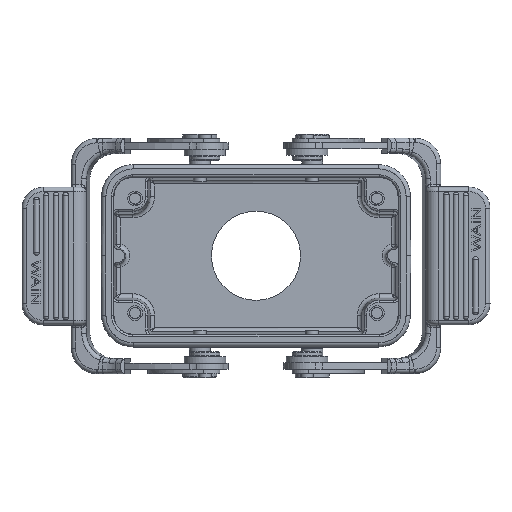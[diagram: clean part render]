
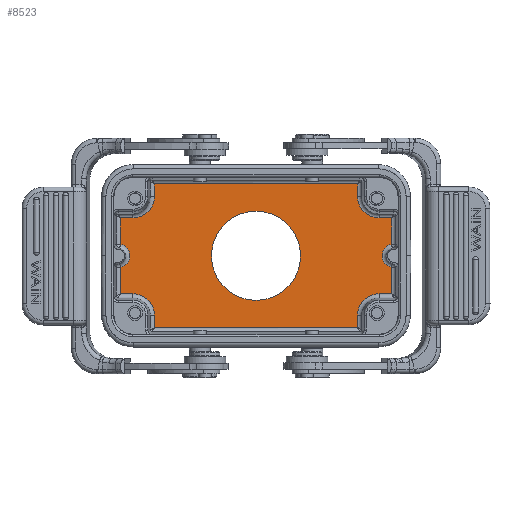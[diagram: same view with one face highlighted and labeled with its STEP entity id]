
A CAD part, front view. The second image highlights one B-rep face of the part: STEP entity #8523.
In plain terms, the highlighted planar face has unit normal (0, -1, 0).
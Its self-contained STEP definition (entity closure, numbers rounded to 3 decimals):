
#3575=LINE('',#43282,#5804);
#3580=LINE('',#43441,#5809);
#3585=LINE('',#43471,#5814);
#3586=LINE('',#43478,#5815);
#3587=LINE('',#43480,#5816);
#3588=LINE('',#43484,#5817);
#3589=LINE('',#43486,#5818);
#3590=LINE('',#43488,#5819);
#3591=LINE('',#43492,#5820);
#3592=LINE('',#43494,#5821);
#3593=LINE('',#43497,#5822);
#3594=LINE('',#43499,#5823);
#3595=LINE('',#43503,#5824);
#3596=LINE('',#43505,#5825);
#5804=VECTOR('',#31794,1.);
#5809=VECTOR('',#31811,1.);
#5814=VECTOR('',#31834,1.);
#5815=VECTOR('',#31841,1.);
#5816=VECTOR('',#31842,1.);
#5817=VECTOR('',#31845,1.);
#5818=VECTOR('',#31846,1.);
#5819=VECTOR('',#31847,1.);
#5820=VECTOR('',#31850,1.);
#5821=VECTOR('',#31851,1.);
#5822=VECTOR('',#31854,1.);
#5823=VECTOR('',#31855,1.);
#5824=VECTOR('',#31858,1.);
#5825=VECTOR('',#31859,1.);
#7344=PLANE('',#27317);
#8523=ADVANCED_FACE('',(#10720,#10721),#7344,.F.);
#10108=CIRCLE('',#27304,5.054);
#10111=CIRCLE('',#27311,10.5);
#10112=CIRCLE('',#27312,2.772);
#10113=CIRCLE('',#27313,5.054);
#10114=CIRCLE('',#27314,5.054);
#10115=CIRCLE('',#27315,2.772);
#10116=CIRCLE('',#27316,5.054);
#10720=FACE_BOUND('',#11855,.T.);
#10721=FACE_BOUND('',#11856,.T.);
#11855=EDGE_LOOP('',(#16465));
#11856=EDGE_LOOP('',(#16466,#16467,#16468,#16469,#16470,#16471,#16472,#16473,
#16474,#16475,#16476,#16477,#16478,#16479,#16480,#16481,#16482,#16483,#16484,
#16485));
#16465=ORIENTED_EDGE('',*,*,#24435,.F.);
#16466=ORIENTED_EDGE('',*,*,#24436,.F.);
#16467=ORIENTED_EDGE('',*,*,#24437,.T.);
#16468=ORIENTED_EDGE('',*,*,#24438,.T.);
#16469=ORIENTED_EDGE('',*,*,#24439,.F.);
#16470=ORIENTED_EDGE('',*,*,#24440,.T.);
#16471=ORIENTED_EDGE('',*,*,#24441,.T.);
#16472=ORIENTED_EDGE('',*,*,#24442,.T.);
#16473=ORIENTED_EDGE('',*,*,#24443,.F.);
#16474=ORIENTED_EDGE('',*,*,#24444,.T.);
#16475=ORIENTED_EDGE('',*,*,#24445,.T.);
#16476=ORIENTED_EDGE('',*,*,#24446,.F.);
#16477=ORIENTED_EDGE('',*,*,#24413,.F.);
#16478=ORIENTED_EDGE('',*,*,#24423,.F.);
#16479=ORIENTED_EDGE('',*,*,#24426,.F.);
#16480=ORIENTED_EDGE('',*,*,#24434,.F.);
#16481=ORIENTED_EDGE('',*,*,#24447,.T.);
#16482=ORIENTED_EDGE('',*,*,#24448,.T.);
#16483=ORIENTED_EDGE('',*,*,#24449,.F.);
#16484=ORIENTED_EDGE('',*,*,#24450,.T.);
#16485=ORIENTED_EDGE('',*,*,#24451,.T.);
#21395=VERTEX_POINT('',#43283);
#21396=VERTEX_POINT('',#43284);
#21401=VERTEX_POINT('',#43442);
#21403=VERTEX_POINT('',#43447);
#21407=VERTEX_POINT('',#43470);
#21408=VERTEX_POINT('',#43474);
#21409=VERTEX_POINT('',#43476);
#21410=VERTEX_POINT('',#43477);
#21411=VERTEX_POINT('',#43479);
#21412=VERTEX_POINT('',#43481);
#21413=VERTEX_POINT('',#43483);
#21414=VERTEX_POINT('',#43485);
#21415=VERTEX_POINT('',#43487);
#21416=VERTEX_POINT('',#43489);
#21417=VERTEX_POINT('',#43491);
#21418=VERTEX_POINT('',#43493);
#21419=VERTEX_POINT('',#43495);
#21420=VERTEX_POINT('',#43498);
#21421=VERTEX_POINT('',#43500);
#21422=VERTEX_POINT('',#43502);
#21423=VERTEX_POINT('',#43504);
#24413=EDGE_CURVE('',#21395,#21396,#3575,.T.);
#24423=EDGE_CURVE('',#21401,#21395,#3580,.T.);
#24426=EDGE_CURVE('',#21403,#21401,#10108,.T.);
#24434=EDGE_CURVE('',#21407,#21403,#3585,.T.);
#24435=EDGE_CURVE('',#21408,#21408,#10111,.T.);
#24436=EDGE_CURVE('',#21409,#21410,#10112,.T.);
#24437=EDGE_CURVE('',#21409,#21411,#3586,.T.);
#24438=EDGE_CURVE('',#21411,#21412,#3587,.T.);
#24439=EDGE_CURVE('',#21413,#21412,#10113,.T.);
#24440=EDGE_CURVE('',#21413,#21414,#3588,.T.);
#24441=EDGE_CURVE('',#21414,#21415,#3589,.T.);
#24442=EDGE_CURVE('',#21415,#21416,#3590,.T.);
#24443=EDGE_CURVE('',#21417,#21416,#10114,.T.);
#24444=EDGE_CURVE('',#21417,#21418,#3591,.T.);
#24445=EDGE_CURVE('',#21418,#21419,#3592,.T.);
#24446=EDGE_CURVE('',#21396,#21419,#10115,.T.);
#24447=EDGE_CURVE('',#21407,#21420,#3593,.T.);
#24448=EDGE_CURVE('',#21420,#21421,#3594,.T.);
#24449=EDGE_CURVE('',#21422,#21421,#10116,.T.);
#24450=EDGE_CURVE('',#21422,#21423,#3595,.T.);
#24451=EDGE_CURVE('',#21423,#21410,#3596,.T.);
#27304=AXIS2_PLACEMENT_3D('',#43448,#31818,#31819);
#27311=AXIS2_PLACEMENT_3D('',#43473,#31837,#31838);
#27312=AXIS2_PLACEMENT_3D('',#43475,#31839,#31840);
#27313=AXIS2_PLACEMENT_3D('',#43482,#31843,#31844);
#27314=AXIS2_PLACEMENT_3D('',#43490,#31848,#31849);
#27315=AXIS2_PLACEMENT_3D('',#43496,#31852,#31853);
#27316=AXIS2_PLACEMENT_3D('',#43501,#31856,#31857);
#27317=AXIS2_PLACEMENT_3D('',#43506,#31860,#31861);
#31794=DIRECTION('',(0.,0.,1.));
#31811=DIRECTION('',(-1.,0.,0.));
#31818=DIRECTION('',(0.,-1.,0.));
#31819=DIRECTION('',(1.,0.,0.));
#31834=DIRECTION('',(0.,0.,1.));
#31837=DIRECTION('',(0.,-1.,0.));
#31838=DIRECTION('',(0.,0.,1.));
#31839=DIRECTION('',(0.,-1.,0.));
#31840=DIRECTION('',(-0.2,0.,0.98));
#31841=DIRECTION('',(0.,0.,1.));
#31842=DIRECTION('',(-1.,0.,0.));
#31843=DIRECTION('',(0.,-1.,0.));
#31844=DIRECTION('',(-1.,0.,0.));
#31845=DIRECTION('',(0.,0.,1.));
#31846=DIRECTION('',(-1.,0.,0.));
#31847=DIRECTION('',(0.,0.,-1.));
#31848=DIRECTION('',(0.,-1.,0.));
#31849=DIRECTION('',(0.,0.,-1.));
#31850=DIRECTION('',(-1.,0.,0.));
#31851=DIRECTION('',(0.,0.,-1.));
#31852=DIRECTION('',(0.,-1.,0.));
#31853=DIRECTION('',(0.2,0.,-0.98));
#31854=DIRECTION('',(1.,0.,0.));
#31855=DIRECTION('',(0.,0.,1.));
#31856=DIRECTION('',(0.,-1.,0.));
#31857=DIRECTION('',(0.,0.,1.));
#31858=DIRECTION('',(1.,0.,0.));
#31859=DIRECTION('',(0.,0.,1.));
#31860=DIRECTION('',(0.,1.,0.));
#31861=DIRECTION('',(0.,0.,-1.));
#43282=CARTESIAN_POINT('',(-31.947,19.35,-8.947));
#43283=CARTESIAN_POINT('',(-31.947,19.35,-8.947));
#43284=CARTESIAN_POINT('',(-31.947,19.35,-2.716));
#43441=CARTESIAN_POINT('',(-29.,19.35,-8.947));
#43442=CARTESIAN_POINT('',(-29.,19.35,-8.947));
#43447=CARTESIAN_POINT('',(-23.947,19.35,-14.));
#43448=CARTESIAN_POINT('',(-29.,19.35,-14.));
#43470=CARTESIAN_POINT('',(-23.947,19.35,-16.947));
#43471=CARTESIAN_POINT('',(-23.947,19.35,-16.947));
#43473=CARTESIAN_POINT('',(0.,19.35,0.));
#43474=CARTESIAN_POINT('',(0.,19.35,10.5));
#43475=CARTESIAN_POINT('',(32.5,19.35,0.));
#43476=CARTESIAN_POINT('',(31.947,19.35,2.716));
#43477=CARTESIAN_POINT('',(31.947,19.35,-2.716));
#43478=CARTESIAN_POINT('',(31.947,19.35,2.716));
#43479=CARTESIAN_POINT('',(31.947,19.35,8.947));
#43480=CARTESIAN_POINT('',(31.947,19.35,8.947));
#43481=CARTESIAN_POINT('',(29.,19.35,8.946));
#43482=CARTESIAN_POINT('',(29.,19.35,14.));
#43483=CARTESIAN_POINT('',(23.946,19.35,14.));
#43484=CARTESIAN_POINT('',(23.947,19.35,14.));
#43485=CARTESIAN_POINT('',(23.947,19.35,16.947));
#43486=CARTESIAN_POINT('',(23.947,19.35,16.947));
#43487=CARTESIAN_POINT('',(-23.947,19.35,16.947));
#43488=CARTESIAN_POINT('',(-23.947,19.35,16.947));
#43489=CARTESIAN_POINT('',(-23.946,19.35,14.));
#43490=CARTESIAN_POINT('',(-29.,19.35,14.));
#43491=CARTESIAN_POINT('',(-29.,19.35,8.946));
#43492=CARTESIAN_POINT('',(-29.,19.35,8.947));
#43493=CARTESIAN_POINT('',(-31.947,19.35,8.947));
#43494=CARTESIAN_POINT('',(-31.947,19.35,8.947));
#43495=CARTESIAN_POINT('',(-31.947,19.35,2.716));
#43496=CARTESIAN_POINT('',(-32.5,19.35,0.));
#43497=CARTESIAN_POINT('',(-23.947,19.35,-16.947));
#43498=CARTESIAN_POINT('',(23.947,19.35,-16.947));
#43499=CARTESIAN_POINT('',(23.947,19.35,-16.947));
#43500=CARTESIAN_POINT('',(23.946,19.35,-14.));
#43501=CARTESIAN_POINT('',(29.,19.35,-14.));
#43502=CARTESIAN_POINT('',(29.,19.35,-8.946));
#43503=CARTESIAN_POINT('',(29.,19.35,-8.947));
#43504=CARTESIAN_POINT('',(31.947,19.35,-8.947));
#43505=CARTESIAN_POINT('',(31.947,19.35,-8.947));
#43506=CARTESIAN_POINT('',(0.,19.35,0.));
